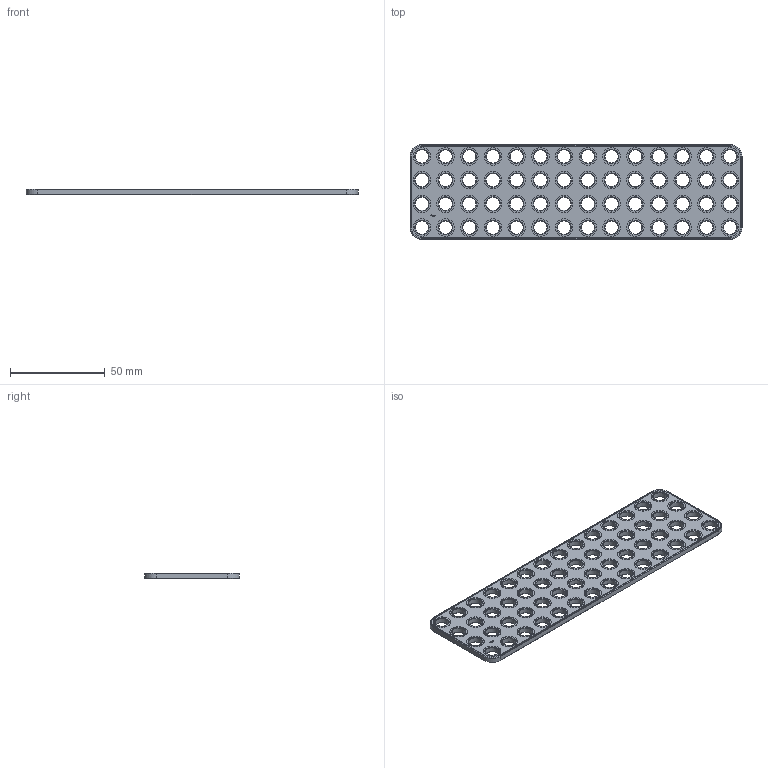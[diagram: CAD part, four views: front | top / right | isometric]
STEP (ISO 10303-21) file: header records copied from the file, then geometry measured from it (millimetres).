
FILE_DESCRIPTION(('FreeCAD Model'),'2;1');
FILE_NAME('Open CASCADE Shape Model','2024-10-08T19:03:25',(''),(''), 'Open CASCADE STEP processor 7.7','FreeCAD','Unknown');
FILE_SCHEMA(('AUTOMOTIVE_DESIGN { 1 0 10303 214 1 1 1 1 }'));
Length unit declared in the file: millimetre
Products named in the file (1): Plate RCT CRNR BU14x04x00.25 - SPN-PLT-0153 (stemfie.org)
Bounding box: 175 x 50 x 3.12 mm (x, y, z)
Volume: 19421.8 mm3; surface area: 18181 mm2
Topology: 1 solids, 1 shells, 778 faces, 1939 edges, 1250 vertices
Faces by surface type: plane 388, extrusion 150, cylinder 120, cone 120
Full cylindrical faces by diameter (mm): 7 x56, 9.2 x56
Entity records: 23697 total; most frequent: CARTESIAN_POINT 5180, ORIENTED_EDGE 3878, DIRECTION 3407, EDGE_CURVE 1939, VECTOR 1429, LINE 1279, VERTEX_POINT 1250, AXIS2_PLACEMENT_3D 989
